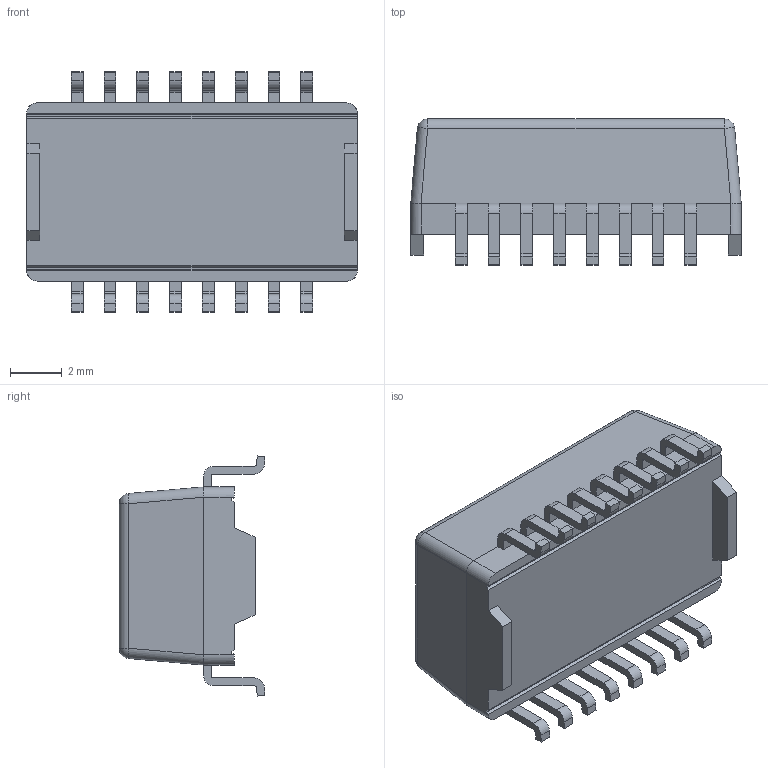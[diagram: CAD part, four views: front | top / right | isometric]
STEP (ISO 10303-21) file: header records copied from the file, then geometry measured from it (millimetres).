
FILE_DESCRIPTION (( 'STEP AP214' ), '1' );
FILE_NAME ('PT61017PEL.STEP', '2020-09-08T00:29:18', ( '' ), ( '' ), 'SwSTEP 2.0', 'SolidWorks 2017', '' );
FILE_SCHEMA (( 'AUTOMOTIVE_DESIGN' ));
Length unit declared in the file: millimetre
Products named in the file (1): PT61017PEL
Bounding box: 12.8 x 5.65 x 9.3 mm (x, y, z)
Volume: 384.1 mm3; surface area: 424.4 mm2
Topology: 18 solids, 18 shells, 273 faces, 696 edges, 456 vertices
Faces by surface type: plane 189, cylinder 80, sphere 4
Entity records: 8357 total; most frequent: CARTESIAN_POINT 1458, ORIENTED_EDGE 1384, DIRECTION 1380, EDGE_CURVE 692, VECTOR 528, LINE 528, VERTEX_POINT 456, AXIS2_PLACEMENT_3D 426
